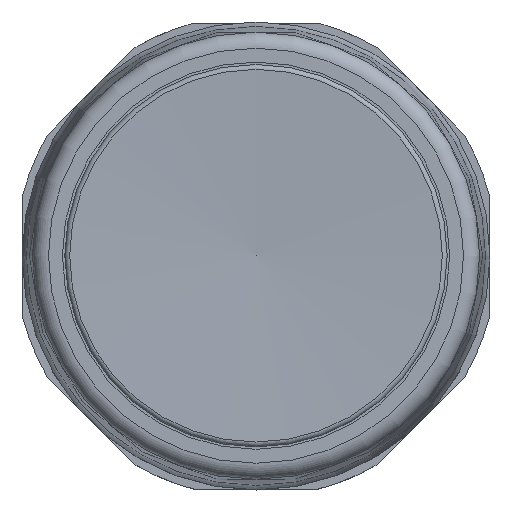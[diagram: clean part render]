
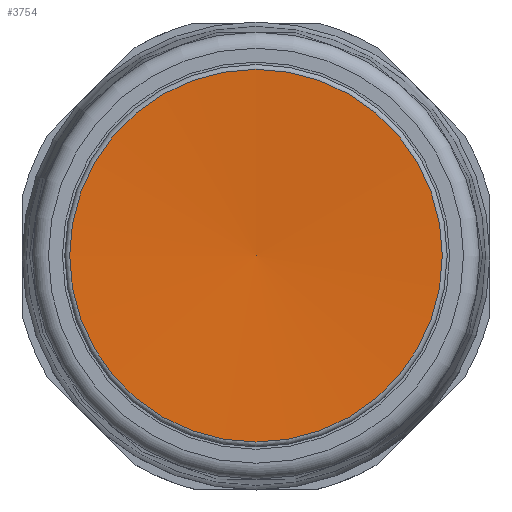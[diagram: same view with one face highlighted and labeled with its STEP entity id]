
A CAD part, top view. The second image highlights one B-rep face of the part: STEP entity #3754.
In plain terms, the highlighted spherical face has radius 133.653 mm.
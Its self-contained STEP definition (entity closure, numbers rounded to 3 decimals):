
#2773=SPHERICAL_SURFACE('',#10294,133.652);
#3378=FACE_OUTER_BOUND('',#4492,.T.);
#3754=ADVANCED_FACE('',(#3378),#2773,.F.);
#4492=EDGE_LOOP('',(#6293));
#4782=CIRCLE('',#10293,11.55);
#6293=ORIENTED_EDGE('',*,*,#8327,.T.);
#7401=VERTEX_POINT('',#14654);
#8327=EDGE_CURVE('',#7401,#7401,#4782,.T.);
#10293=AXIS2_PLACEMENT_3D('',#14653,#11815,#11816);
#10294=AXIS2_PLACEMENT_3D('',#14655,#11817,#11818);
#11815=DIRECTION('',(0.,0.,1.));
#11816=DIRECTION('',(1.,0.,0.));
#11817=DIRECTION('',(0.,0.,1.));
#11818=DIRECTION('',(1.,0.,0.));
#14653=CARTESIAN_POINT('',(0.,0.,55.5));
#14654=CARTESIAN_POINT('',(11.55,0.,55.5));
#14655=CARTESIAN_POINT('',(0.,0.,188.652));
